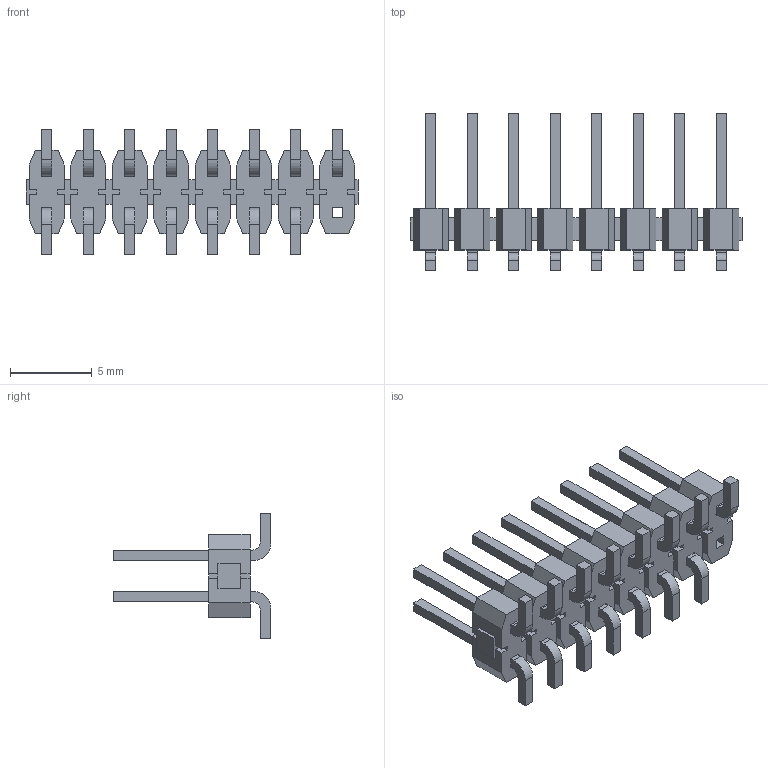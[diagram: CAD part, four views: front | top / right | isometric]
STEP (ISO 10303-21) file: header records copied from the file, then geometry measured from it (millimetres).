
FILE_DESCRIPTION( ( 'STEP AP214' ), '1' );
FILE_NAME( 'TSM-108-01-F-DV-016.stp', '2022-04-01T15:31:42', ( 'License CC BY-ND 4.0' ), ( 'CADENAS' ), ' ', 'PARTsolutions', ' ' );
FILE_SCHEMA( ( 'AUTOMOTIVE_DESIGN { 1 0 10303 214 1 1 1 1 }' ) );
Length unit declared in the file: inch
Products named in the file (3): TSM-108-01-F-DV-016; _TSM-108-01-DV-016_body; _T-1S6-16(-01-8-DV016)
Assembly tree (2 placements, depth 2):
  TSM-108-01-F-DV-016
    _TSM-108-01-DV-016_body
    _T-1S6-16(-01-8-DV016)
Bounding box: 20.32 x 9.65 x 7.7 mm (x, y, z)
Volume: 269.5 mm3; surface area: 1023.3 mm2
Topology: 2 solids, 2 shells, 538 faces, 1602 edges, 1068 vertices
Faces by surface type: plane 508, cylinder 30
Entity records: 22148 total; most frequent: CARTESIAN_POINT 3211, ORIENTED_EDGE 3204, DIRECTION 2744, EDGE_CURVE 1602, LINE 1542, VECTOR 1542, VERTEX_POINT 1068, AXIS2_PLACEMENT_3D 601
